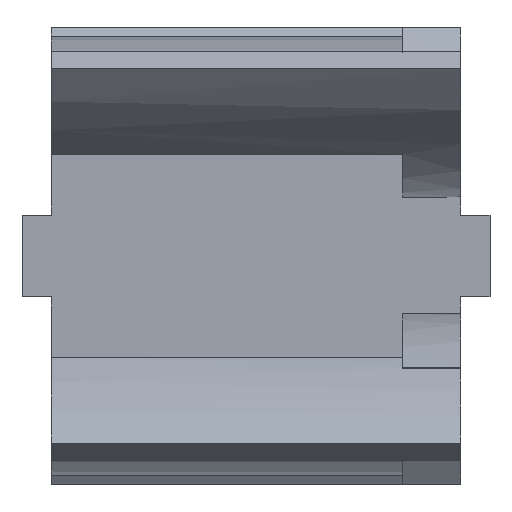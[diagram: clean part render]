
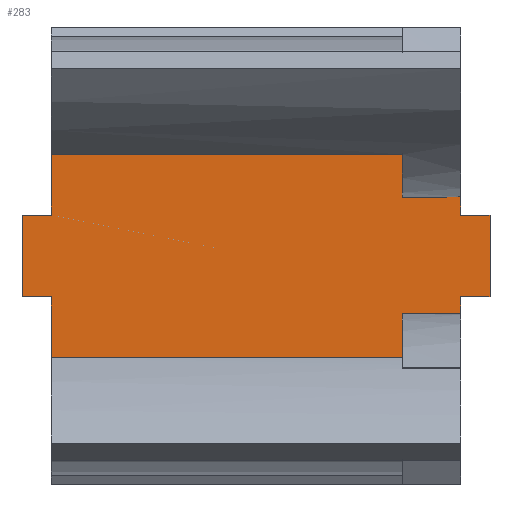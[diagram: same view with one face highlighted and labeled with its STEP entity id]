
A CAD part, front view. The second image highlights one B-rep face of the part: STEP entity #283.
In plain terms, the highlighted planar face has unit normal (0, -1, 0).
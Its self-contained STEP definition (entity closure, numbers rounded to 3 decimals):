
#283=ADVANCED_FACE('',(#611),#613,.T.);
#611=FACE_BOUND('',#612,.T.);
#612=EDGE_LOOP('',(#892,#893,#894,#895,#896,#897,#898,#899,#900,#901,#902,#903));
#613=PLANE('',#614);
#614=AXIS2_PLACEMENT_3D('',#615,#616,#617);
#615=CARTESIAN_POINT('',(0.,-0.5,-7.3));
#616=DIRECTION('',(0.,-1.,0.));
#617=DIRECTION('',(0.,0.,1.));
#892=ORIENTED_EDGE('',*,*,#1018,.T.);
#893=ORIENTED_EDGE('',*,*,#1084,.F.);
#894=ORIENTED_EDGE('',*,*,#1086,.F.);
#895=ORIENTED_EDGE('',*,*,#1087,.F.);
#896=ORIENTED_EDGE('',*,*,#1056,.T.);
#897=ORIENTED_EDGE('',*,*,#1088,.T.);
#898=ORIENTED_EDGE('',*,*,#1089,.F.);
#899=ORIENTED_EDGE('',*,*,#1090,.F.);
#900=ORIENTED_EDGE('',*,*,#1091,.F.);
#901=ORIENTED_EDGE('',*,*,#1092,.F.);
#902=ORIENTED_EDGE('',*,*,#1073,.F.);
#903=ORIENTED_EDGE('',*,*,#1093,.F.);
#1018=EDGE_CURVE('',#1170,#1168,#1171,.T.);
#1056=EDGE_CURVE('',#1238,#1236,#1239,.T.);
#1073=EDGE_CURVE('',#1263,#1259,#1265,.T.);
#1084=EDGE_CURVE('',#1282,#1168,#1284,.T.);
#1086=EDGE_CURVE('',#1286,#1282,#1287,.T.);
#1087=EDGE_CURVE('',#1238,#1286,#1288,.T.);
#1088=EDGE_CURVE('',#1236,#1289,#1290,.T.);
#1089=EDGE_CURVE('',#1291,#1289,#1292,.T.);
#1090=EDGE_CURVE('',#1293,#1291,#1294,.T.);
#1091=EDGE_CURVE('',#1295,#1293,#1296,.T.);
#1092=EDGE_CURVE('',#1259,#1295,#1297,.T.);
#1093=EDGE_CURVE('',#1170,#1263,#1298,.T.);
#1168=VERTEX_POINT('',#1456);
#1170=VERTEX_POINT('',#1460);
#1171=LINE('',#1461,#1462);
#1236=VERTEX_POINT('',#1617);
#1238=VERTEX_POINT('',#1621);
#1239=LINE('',#1622,#1623);
#1259=VERTEX_POINT('',#1674);
#1263=VERTEX_POINT('',#1685);
#1265=LINE('',#1689,#1690);
#1282=VERTEX_POINT('',#1726);
#1284=LINE('',#1730,#1731);
#1286=VERTEX_POINT('',#1736);
#1287=LINE('',#1737,#1738);
#1288=LINE('',#1740,#1741);
#1289=VERTEX_POINT('',#1743);
#1290=LINE('',#1744,#1745);
#1291=VERTEX_POINT('',#1747);
#1292=LINE('',#1748,#1749);
#1293=VERTEX_POINT('',#1751);
#1294=LINE('',#1752,#1753);
#1295=VERTEX_POINT('',#1755);
#1296=LINE('',#1756,#1757);
#1297=LINE('',#1759,#1760);
#1298=LINE('',#1762,#1763);
#1456=CARTESIAN_POINT('',(0.,-0.5,-4.6));
#1460=CARTESIAN_POINT('',(0.,-0.5,-7.3));
#1461=CARTESIAN_POINT('',(0.,-0.5,-7.3));
#1462=VECTOR('',#1463,1.);
#1463=DIRECTION('',(0.,0.,1.));
#1617=CARTESIAN_POINT('',(0.,-0.5,-0.5));
#1621=CARTESIAN_POINT('',(0.,-0.5,-3.2));
#1622=CARTESIAN_POINT('',(0.,-0.5,-3.2));
#1623=VECTOR('',#1624,1.);
#1624=DIRECTION('',(0.,0.,1.));
#1674=CARTESIAN_POINT('',(-7.,-0.5,-4.6));
#1685=CARTESIAN_POINT('',(-7.,-0.5,-7.3));
#1689=CARTESIAN_POINT('',(-7.,-0.5,-7.3));
#1690=VECTOR('',#1691,1.);
#1691=DIRECTION('',(0.,0.,1.));
#1726=CARTESIAN_POINT('',(0.5,-0.5,-4.6));
#1730=CARTESIAN_POINT('',(0.5,-0.5,-4.6));
#1731=VECTOR('',#1732,1.);
#1732=DIRECTION('',(-1.,0.,0.));
#1736=CARTESIAN_POINT('',(0.5,-0.5,-3.2));
#1737=CARTESIAN_POINT('',(0.5,-0.5,-3.2));
#1738=VECTOR('',#1739,1.);
#1739=DIRECTION('',(0.,0.,-1.));
#1740=CARTESIAN_POINT('',(0.,-0.5,-3.2));
#1741=VECTOR('',#1742,1.);
#1742=DIRECTION('',(1.,0.,0.));
#1743=CARTESIAN_POINT('',(-7.,-0.5,-0.5));
#1744=CARTESIAN_POINT('',(0.,-0.5,-0.5));
#1745=VECTOR('',#1746,1.);
#1746=DIRECTION('',(-1.,0.,0.));
#1747=CARTESIAN_POINT('',(-7.,-0.5,-3.2));
#1748=CARTESIAN_POINT('',(-7.,-0.5,-3.2));
#1749=VECTOR('',#1750,1.);
#1750=DIRECTION('',(0.,0.,1.));
#1751=CARTESIAN_POINT('',(-7.5,-0.5,-3.2));
#1752=CARTESIAN_POINT('',(-7.5,-0.5,-3.2));
#1753=VECTOR('',#1754,1.);
#1754=DIRECTION('',(1.,0.,0.));
#1755=CARTESIAN_POINT('',(-7.5,-0.5,-4.6));
#1756=CARTESIAN_POINT('',(-7.5,-0.5,-4.6));
#1757=VECTOR('',#1758,1.);
#1758=DIRECTION('',(0.,0.,1.));
#1759=CARTESIAN_POINT('',(-7.,-0.5,-4.6));
#1760=VECTOR('',#1761,1.);
#1761=DIRECTION('',(-1.,0.,0.));
#1762=CARTESIAN_POINT('',(0.,-0.5,-7.3));
#1763=VECTOR('',#1764,1.);
#1764=DIRECTION('',(-1.,0.,0.));
